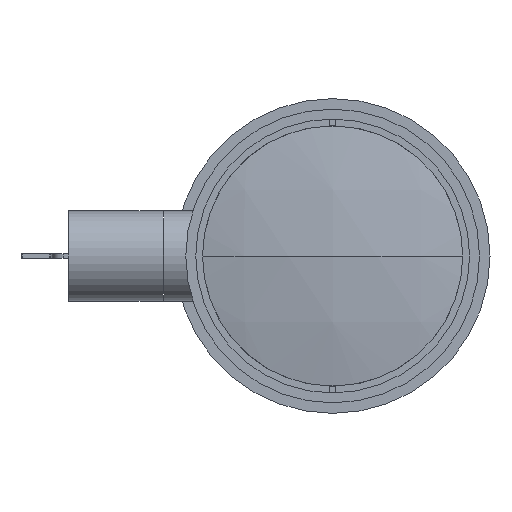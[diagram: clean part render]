
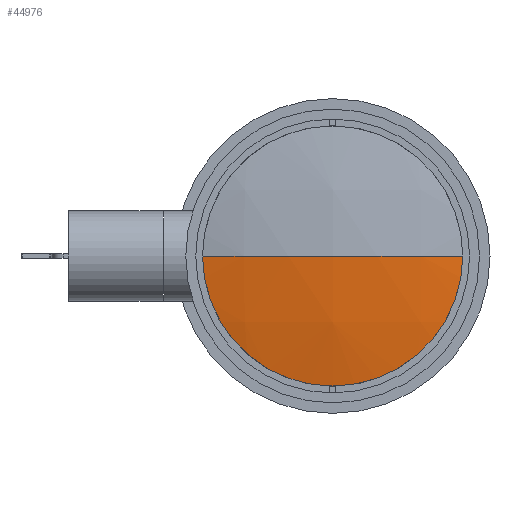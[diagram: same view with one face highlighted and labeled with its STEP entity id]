
A CAD part, left-side view. The second image highlights one B-rep face of the part: STEP entity #44976.
In plain terms, the highlighted spherical face has radius 151.75 mm.
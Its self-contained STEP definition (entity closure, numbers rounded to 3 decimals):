
#317 = VERTEX_POINT ( 'NONE', #65849 ) ;
#1000 = EDGE_LOOP ( 'NONE', ( #71322, #62685, #46827, #69046 ) ) ;
#3549 = DIRECTION ( 'NONE',  ( 0., 0., 1. ) ) ;
#3739 = EDGE_CURVE ( 'NONE', #30541, #317, #82596, .T. ) ;
#24027 = DIRECTION ( 'NONE',  ( 0., 1., 0. ) ) ;
#25029 = CARTESIAN_POINT ( 'NONE',  ( 151.75, 0., 0. ) ) ;
#25180 = CARTESIAN_POINT ( 'NONE',  ( 3.305, -31.5, 0. ) ) ;
#25677 = AXIS2_PLACEMENT_3D ( 'NONE', #25029, #76366, #44370 ) ;
#27114 = CIRCLE ( 'NONE', #36539, 151.75 ) ;
#30416 = DIRECTION ( 'NONE',  ( 0., 0., 1. ) ) ;
#30541 = VERTEX_POINT ( 'NONE', #25180 ) ;
#32393 = CIRCLE ( 'NONE', #40433, 31.5 ) ;
#34224 = CARTESIAN_POINT ( 'NONE',  ( 3.305, 31.5, 0. ) ) ;
#34455 = VERTEX_POINT ( 'NONE', #34224 ) ;
#36539 = AXIS2_PLACEMENT_3D ( 'NONE', #80599, #3549, #61250 ) ;
#36876 = AXIS2_PLACEMENT_3D ( 'NONE', #68772, #42242, #55722 ) ;
#40433 = AXIS2_PLACEMENT_3D ( 'NONE', #75031, #54829, #30416 ) ;
#42242 = DIRECTION ( 'NONE',  ( -1., 0., 0. ) ) ;
#44370 = DIRECTION ( 'NONE',  ( 0., 1., 0. ) ) ;
#44976 = ADVANCED_FACE ( 'NONE', ( #45604 ), #82707, .T. ) ;
#45243 = EDGE_CURVE ( 'NONE', #49709, #30541, #32393, .T. ) ;
#45585 = CARTESIAN_POINT ( 'NONE',  ( 3.305, 0., -31.5 ) ) ;
#45604 = FACE_OUTER_BOUND ( 'NONE', #1000, .T. ) ;
#46827 = ORIENTED_EDGE ( 'NONE', *, *, #3739, .T. ) ;
#49709 = VERTEX_POINT ( 'NONE', #45585 ) ;
#50094 = CARTESIAN_POINT ( 'NONE',  ( 151.75, 0., 0. ) ) ;
#53340 = EDGE_CURVE ( 'NONE', #34455, #49709, #73172, .T. ) ;
#54829 = DIRECTION ( 'NONE',  ( -1., 0., 0. ) ) ;
#55722 = DIRECTION ( 'NONE',  ( 0., 0., 1. ) ) ;
#61250 = DIRECTION ( 'NONE',  ( 1., 0., 0. ) ) ;
#62685 = ORIENTED_EDGE ( 'NONE', *, *, #45243, .T. ) ;
#65849 = CARTESIAN_POINT ( 'NONE',  ( 0., 0., 0. ) ) ;
#68772 = CARTESIAN_POINT ( 'NONE',  ( 3.305, 0., 0. ) ) ;
#69046 = ORIENTED_EDGE ( 'NONE', *, *, #73387, .F. ) ;
#71322 = ORIENTED_EDGE ( 'NONE', *, *, #53340, .T. ) ;
#73122 = AXIS2_PLACEMENT_3D ( 'NONE', #50094, #80847, #24027 ) ;
#73172 = CIRCLE ( 'NONE', #36876, 31.5 ) ;
#73387 = EDGE_CURVE ( 'NONE', #34455, #317, #27114, .T. ) ;
#75031 = CARTESIAN_POINT ( 'NONE',  ( 3.305, 0., 0. ) ) ;
#76366 = DIRECTION ( 'NONE',  ( 0., 0., -1. ) ) ;
#80599 = CARTESIAN_POINT ( 'NONE',  ( 151.75, 0., 0. ) ) ;
#80847 = DIRECTION ( 'NONE',  ( 0., 0., -1. ) ) ;
#82596 = CIRCLE ( 'NONE', #73122, 151.75 ) ;
#82707 = SPHERICAL_SURFACE ( 'NONE', #25677, 151.75 ) ;
